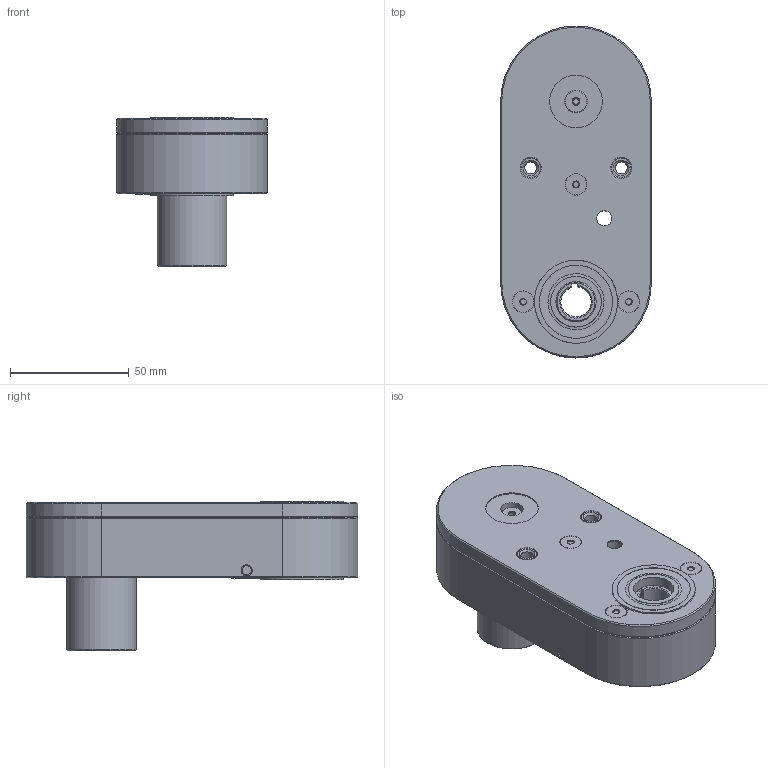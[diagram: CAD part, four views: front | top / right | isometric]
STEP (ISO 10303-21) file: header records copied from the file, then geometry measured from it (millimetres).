
FILE_DESCRIPTION (( 'STEP AP203' ), '1' );
FILE_NAME ('068-2B-M1-1.STEP', '2020-09-14T15:40:08', ( '' ), ( '' ), 'SwSTEP 2.0', 'SolidWorks 2019', '' );
FILE_SCHEMA (( 'CONFIG_CONTROL_DESIGN' ));
Length unit declared in the file: inch
Products named in the file (1): 068-2B-M1-1
Bounding box: 63.5 x 139.7 x 63.04 mm (x, y, z)
Volume: 257753.3 mm3; surface area: 43048.3 mm2
Topology: 1 solids, 3 shells, 281 faces, 635 edges, 418 vertices
Faces by surface type: plane 159, cone 62, cylinder 59, torus 1
Full cylindrical faces by diameter (mm): 2.794 x1, 3.454 x3, 4.039 x2, 5.105 x4, 6.289 x8, 6.35 x1, 6.375 x1, 8.103 x6, 8.89 x3, 9.506 x1, 9.525 x1, 12.725 x1, 14.275 x1, 16.993 x2, 17 x2, 19.05 x1, 21.336 x4, 22.225 x2, 29.337 x1, 30.77 x4, 35 x2, 35.001 x1
Entity records: 7091 total; most frequent: CARTESIAN_POINT 1326, DIRECTION 1194, ORIENTED_EDGE 962, EDGE_CURVE 481, AXIS2_PLACEMENT_3D 459, EDGE_LOOP 450, VERTEX_POINT 363, FACE_OUTER_BOUND 334
